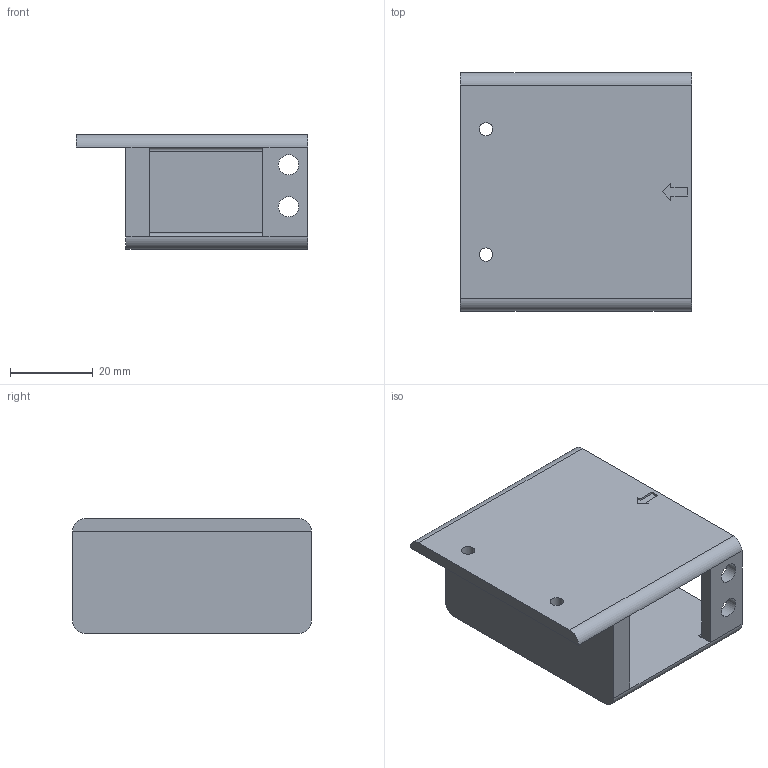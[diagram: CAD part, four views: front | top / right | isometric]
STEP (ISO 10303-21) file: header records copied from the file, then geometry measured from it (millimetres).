
FILE_DESCRIPTION(('FreeCAD Model'),'2;1');
FILE_NAME( 'soporte bateria 9v.step', '2018-06-06T01:55:30',('Author'),(''), 'Open CASCADE STEP processor 7.2','FreeCAD','Unknown');
FILE_SCHEMA(('AUTOMOTIVE_DESIGN { 1 0 10303 214 1 1 1 1 }'));
Length unit declared in the file: millimetre
Products named in the file (1): soporte_bateria_9v
Bounding box: 56 x 57.8 x 27.8 mm (x, y, z)
Volume: 22307.1 mm3; surface area: 17308.8 mm2
Topology: 1 solids, 1 shells, 41 faces, 111 edges, 72 vertices
Faces by surface type: plane 25, cylinder 16
Full cylindrical faces by diameter (mm): 3.203 x2, 4.9 x4
Entity records: 3099 total; most frequent: CARTESIAN_POINT 543, DIRECTION 428, LINE 263, VECTOR 263, ORIENTED_EDGE 222, PCURVE 222, DEFINITIONAL_REPRESENTATION 222, EDGE_CURVE 111
